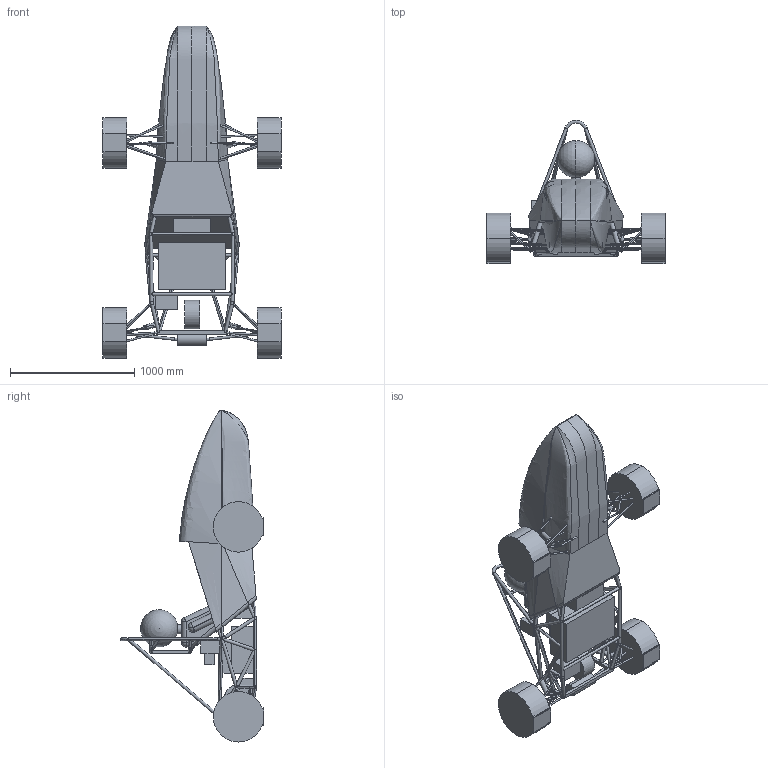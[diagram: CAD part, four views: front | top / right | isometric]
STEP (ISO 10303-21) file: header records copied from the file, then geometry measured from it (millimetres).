
FILE_DESCRIPTION (( 'STEP AP214' ), '1' );
FILE_NAME ('CFD_Block_Model_NFR25_v2.STEP', '2024-08-13T12:16:28', ( '' ), ( '' ), 'SwSTEP 2.0', 'SolidWorks 2024', '' );
FILE_SCHEMA (( 'AUTOMOTIVE_DESIGN' ));
Length unit declared in the file: inch
Products named in the file (1): CFD_Block_Model_NFR25_v2
Bounding box: 1435.1 x 1155.7 x 2675.64 mm (x, y, z)
Volume: 597075241.2 mm3; surface area: 9577423.9 mm2
Topology: 38 solids, 38 shells, 503 faces, 1456 edges, 948 vertices
Faces by surface type: cylinder 281, plane 137, torus 39, bspline 32, sphere 14
Entity records: 28250 total; most frequent: CARTESIAN_POINT 15801, ORIENTED_EDGE 2866, DIRECTION 2167, EDGE_CURVE 1433, VERTEX_POINT 945, AXIS2_PLACEMENT_3D 852, EDGE_LOOP 508, FACE_OUTER_BOUND 503
